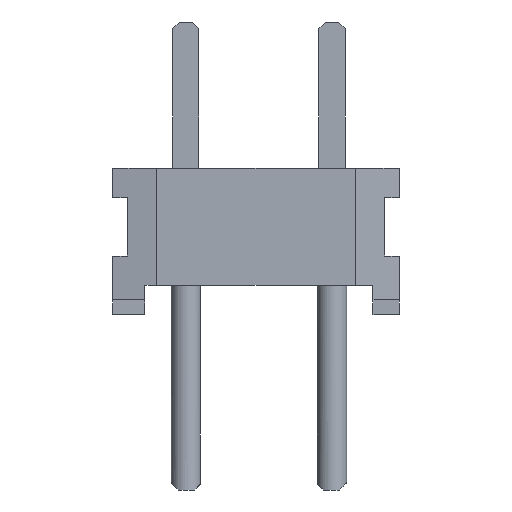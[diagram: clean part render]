
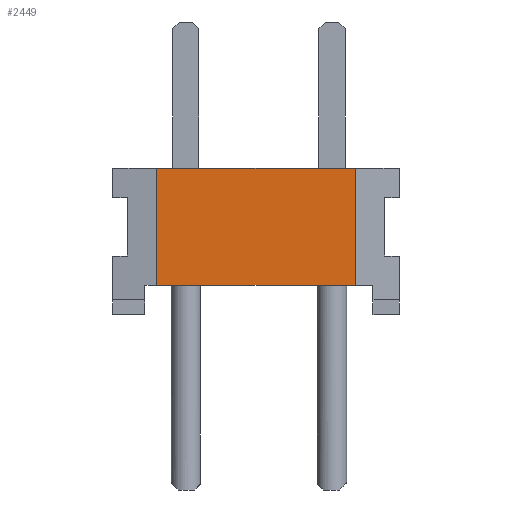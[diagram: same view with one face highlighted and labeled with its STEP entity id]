
A CAD part, left-side view. The second image highlights one B-rep face of the part: STEP entity #2449.
In plain terms, the highlighted planar face has unit normal (-1, 0, 0).
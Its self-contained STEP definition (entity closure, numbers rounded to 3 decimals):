
#2449 = ADVANCED_FACE('',(#2450),#2484,.F.);
#2450 = FACE_BOUND('',#2451,.T.);
#2451 = EDGE_LOOP('',(#2452,#2462,#2470,#2478));
#2452 = ORIENTED_EDGE('',*,*,#2453,.F.);
#2453 = EDGE_CURVE('',#2454,#2456,#2458,.T.);
#2454 = VERTEX_POINT('',#2455);
#2455 = CARTESIAN_POINT('',(-3.175,1.778,2.54));
#2456 = VERTEX_POINT('',#2457);
#2457 = CARTESIAN_POINT('',(-3.175,-1.676,2.54));
#2458 = LINE('',#2459,#2460);
#2459 = CARTESIAN_POINT('',(-3.175,2.54,2.54));
#2460 = VECTOR('',#2461,1.);
#2461 = DIRECTION('',(0.,-1.,0.));
#2462 = ORIENTED_EDGE('',*,*,#2463,.T.);
#2463 = EDGE_CURVE('',#2454,#2464,#2466,.T.);
#2464 = VERTEX_POINT('',#2465);
#2465 = CARTESIAN_POINT('',(-3.175,1.778,0.508));
#2466 = LINE('',#2467,#2468);
#2467 = CARTESIAN_POINT('',(-3.175,1.778,2.54));
#2468 = VECTOR('',#2469,1.);
#2469 = DIRECTION('',(0.,0.,-1.));
#2470 = ORIENTED_EDGE('',*,*,#2471,.T.);
#2471 = EDGE_CURVE('',#2464,#2472,#2474,.T.);
#2472 = VERTEX_POINT('',#2473);
#2473 = CARTESIAN_POINT('',(-3.175,-1.676,0.508));
#2474 = LINE('',#2475,#2476);
#2475 = CARTESIAN_POINT('',(-3.175,1.981,0.508));
#2476 = VECTOR('',#2477,1.);
#2477 = DIRECTION('',(0.,-1.,0.));
#2478 = ORIENTED_EDGE('',*,*,#2479,.T.);
#2479 = EDGE_CURVE('',#2472,#2456,#2480,.T.);
#2480 = LINE('',#2481,#2482);
#2481 = CARTESIAN_POINT('',(-3.175,-1.676,2.54));
#2482 = VECTOR('',#2483,1.);
#2483 = DIRECTION('',(0.,0.,1.));
#2484 = PLANE('',#2485);
#2485 = AXIS2_PLACEMENT_3D('',#2486,#2487,#2488);
#2486 = CARTESIAN_POINT('',(-3.175,2.54,2.54));
#2487 = DIRECTION('',(1.,0.,0.));
#2488 = DIRECTION('',(0.,1.,0.));
